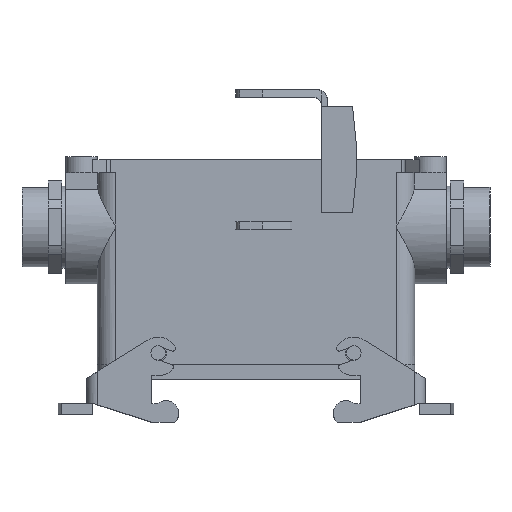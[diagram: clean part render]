
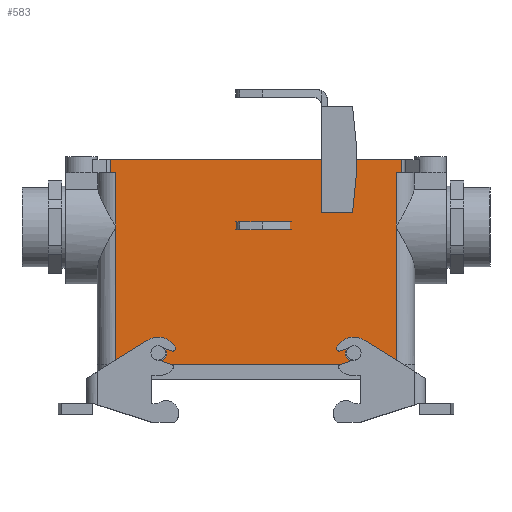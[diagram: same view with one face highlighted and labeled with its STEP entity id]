
A CAD part, top view. The second image highlights one B-rep face of the part: STEP entity #583.
In plain terms, the highlighted planar face has unit normal (0, 0, 1).
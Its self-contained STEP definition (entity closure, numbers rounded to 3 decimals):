
#583 = ADVANCED_FACE( '', ( #1271, #1272, #1273 ), #1274, .F. );
#1271 = FACE_BOUND( '', #2046, .T. );
#1272 = FACE_OUTER_BOUND( '', #2047, .T. );
#1273 = FACE_BOUND( '', #2048, .T. );
#1274 = PLANE( '', #2049 );
#2046 = EDGE_LOOP( '', ( #3660 ) );
#2047 = EDGE_LOOP( '', ( #3661, #3662, #3663, #3664, #3665, #3666, #3667, #3668, #3669, #3670 ) );
#2048 = EDGE_LOOP( '', ( #3671 ) );
#2049 = AXIS2_PLACEMENT_3D( '', #3672, #3673, #3674 );
#3660 = ORIENTED_EDGE( '', *, *, #4831, .F. );
#3661 = ORIENTED_EDGE( '', *, *, #4736, .T. );
#3662 = ORIENTED_EDGE( '', *, *, #4855, .T. );
#3663 = ORIENTED_EDGE( '', *, *, #4918, .F. );
#3664 = ORIENTED_EDGE( '', *, *, #4469, .T. );
#3665 = ORIENTED_EDGE( '', *, *, #4903, .T. );
#3666 = ORIENTED_EDGE( '', *, *, #4389, .F. );
#3667 = ORIENTED_EDGE( '', *, *, #4797, .F. );
#3668 = ORIENTED_EDGE( '', *, *, #4598, .F. );
#3669 = ORIENTED_EDGE( '', *, *, #4962, .F. );
#3670 = ORIENTED_EDGE( '', *, *, #4508, .T. );
#3671 = ORIENTED_EDGE( '', *, *, #4963, .F. );
#3672 = CARTESIAN_POINT( '', ( 56.015, -5., 21.5 ) );
#3673 = DIRECTION( '', ( 0., 0., -1. ) );
#3674 = DIRECTION( '', ( -1., 0., 0. ) );
#4389 = EDGE_CURVE( '', #5226, #5228, #5229, .T. );
#4469 = EDGE_CURVE( '', #5363, #5368, #5370, .T. );
#4508 = EDGE_CURVE( '', #5432, #5436, #5438, .T. );
#4598 = EDGE_CURVE( '', #5583, #5584, #5585, .T. );
#4736 = EDGE_CURVE( '', #5436, #5796, #5798, .T. );
#4797 = EDGE_CURVE( '', #5584, #5226, #5884, .T. );
#4831 = EDGE_CURVE( '', #5928, #5928, #5929, .F. );
#4855 = EDGE_CURVE( '', #5796, #5961, #5963, .F. );
#4903 = EDGE_CURVE( '', #5368, #5228, #6028, .T. );
#4918 = EDGE_CURVE( '', #5363, #5961, #6050, .T. );
#4962 = EDGE_CURVE( '', #5432, #5583, #6105, .T. );
#4963 = EDGE_CURVE( '', #6106, #6106, #6107, .F. );
#5226 = VERTEX_POINT( '', #6456 );
#5228 = VERTEX_POINT( '', #6458 );
#5229 = LINE( '', #6459, #6460 );
#5363 = VERTEX_POINT( '', #6626 );
#5368 = VERTEX_POINT( '', #6632 );
#5370 = LINE( '', #6653, #6654 );
#5432 = VERTEX_POINT( '', #6735 );
#5436 = VERTEX_POINT( '', #6740 );
#5438 = LINE( '', #6742, #6743 );
#5583 = VERTEX_POINT( '', #6941 );
#5584 = VERTEX_POINT( '', #6942 );
#5585 = LINE( '', #6943, #6944 );
#5796 = VERTEX_POINT( '', #7336 );
#5798 = LINE( '', #7338, #7339 );
#5884 = LINE( '', #7480, #7481 );
#5928 = VERTEX_POINT( '', #7539 );
#5929 = CIRCLE( '', #7540, 3.25 );
#5961 = VERTEX_POINT( '', #7631 );
#5963 = LINE( '', #7633, #7634 );
#6028 = LINE( '', #7768, #7769 );
#6050 = LINE( '', #7801, #7802 );
#6105 = LINE( '', #7889, #7890 );
#6106 = VERTEX_POINT( '', #7891 );
#6107 = CIRCLE( '', #7892, 3.25 );
#6456 = CARTESIAN_POINT( '', ( 53., -77.4, 21.5 ) );
#6458 = CARTESIAN_POINT( '', ( -53., -77.4, 21.5 ) );
#6459 = CARTESIAN_POINT( '', ( -53., -77.4, 21.5 ) );
#6460 = VECTOR( '', #8166, 1000. );
#6626 = CARTESIAN_POINT( '', ( -53., -5., 21.5 ) );
#6632 = CARTESIAN_POINT( '', ( -53., -25.5, 21.5 ) );
#6653 = CARTESIAN_POINT( '', ( -53., 96.515, 21.5 ) );
#6654 = VECTOR( '', #8287, 1000. );
#6735 = CARTESIAN_POINT( '', ( 55.186, -5., 21.5 ) );
#6740 = CARTESIAN_POINT( '', ( 55.186, 0., 21.5 ) );
#6742 = CARTESIAN_POINT( '', ( 55.186, 0., 21.5 ) );
#6743 = VECTOR( '', #8341, 1000. );
#6941 = CARTESIAN_POINT( '', ( 53., -5., 21.5 ) );
#6942 = CARTESIAN_POINT( '', ( 53., -25.5, 21.5 ) );
#6943 = CARTESIAN_POINT( '', ( 53., 96.515, 21.5 ) );
#6944 = VECTOR( '', #8455, 1000. );
#7336 = CARTESIAN_POINT( '', ( -55.186, 0., 21.5 ) );
#7338 = CARTESIAN_POINT( '', ( 56.015, 0., 21.5 ) );
#7339 = VECTOR( '', #8642, 1000. );
#7480 = CARTESIAN_POINT( '', ( 53., 96.515, 21.5 ) );
#7481 = VECTOR( '', #8715, 1000. );
#7539 = CARTESIAN_POINT( '', ( 33.75, -73.1, 21.5 ) );
#7540 = AXIS2_PLACEMENT_3D( '', #8748, #8749, #8750 );
#7631 = CARTESIAN_POINT( '', ( -55.186, -5., 21.5 ) );
#7633 = CARTESIAN_POINT( '', ( -55.186, -5., 21.5 ) );
#7634 = VECTOR( '', #8778, 1000. );
#7768 = CARTESIAN_POINT( '', ( -53., 96.515, 21.5 ) );
#7769 = VECTOR( '', #8832, 1000. );
#7801 = CARTESIAN_POINT( '', ( 56.015, -5., 21.5 ) );
#7802 = VECTOR( '', #8843, 1000. );
#7889 = CARTESIAN_POINT( '', ( 56.015, -5., 21.5 ) );
#7890 = VECTOR( '', #8893, 1000. );
#7891 = CARTESIAN_POINT( '', ( -40.25, -73.1, 21.5 ) );
#7892 = AXIS2_PLACEMENT_3D( '', #8894, #8895, #8896 );
#8166 = DIRECTION( '', ( -1., 0., 0. ) );
#8287 = DIRECTION( '', ( 0., -1., 0. ) );
#8341 = DIRECTION( '', ( 0., 1., 0. ) );
#8455 = DIRECTION( '', ( 0., -1., 0. ) );
#8642 = DIRECTION( '', ( -1., 0., 0. ) );
#8715 = DIRECTION( '', ( 0., -1., 0. ) );
#8748 = CARTESIAN_POINT( '', ( 37., -73.1, 21.5 ) );
#8749 = DIRECTION( '', ( 0., 0., -1. ) );
#8750 = DIRECTION( '', ( -1., 0., 0. ) );
#8778 = DIRECTION( '', ( 0., 1., 0. ) );
#8832 = DIRECTION( '', ( 0., -1., 0. ) );
#8843 = DIRECTION( '', ( -1., 0., 0. ) );
#8893 = DIRECTION( '', ( -1., 0., 0. ) );
#8894 = CARTESIAN_POINT( '', ( -37., -73.1, 21.5 ) );
#8895 = DIRECTION( '', ( 0., 0., -1. ) );
#8896 = DIRECTION( '', ( -1., 0., 0. ) );
